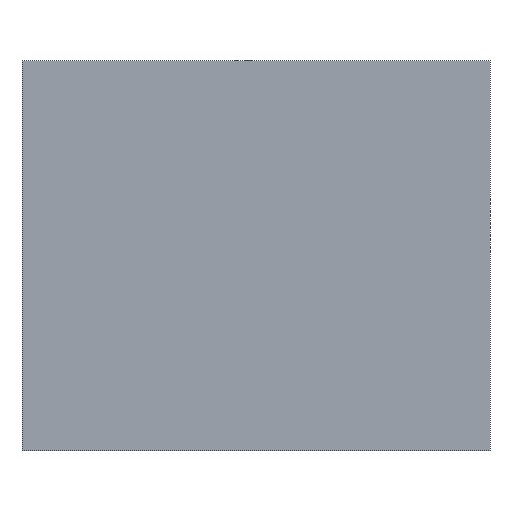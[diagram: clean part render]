
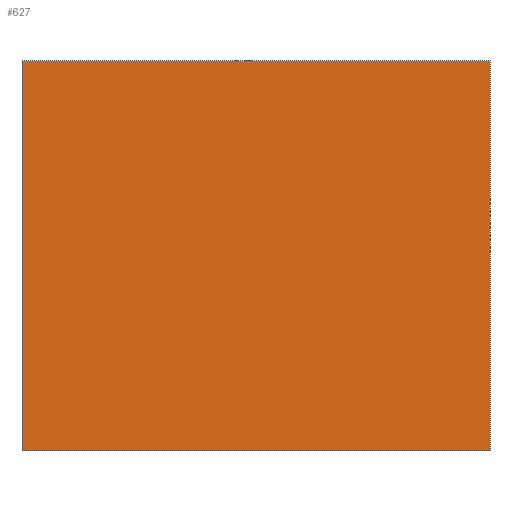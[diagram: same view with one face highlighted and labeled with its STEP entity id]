
A CAD part, front view. The second image highlights one B-rep face of the part: STEP entity #627.
In plain terms, the highlighted planar face has unit normal (0, -1, 0).
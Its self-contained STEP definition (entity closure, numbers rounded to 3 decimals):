
#4 = DIRECTION ( 'NONE',  ( 1., 0., 0. ) ) ;
#27 = LINE ( 'NONE', #621, #688 ) ;
#87 = VECTOR ( 'NONE', #885, 1000. ) ;
#105 = LINE ( 'NONE', #763, #87 ) ;
#125 = VERTEX_POINT ( 'NONE', #547 ) ;
#145 = PLANE ( 'NONE',  #554 ) ;
#151 = EDGE_CURVE ( 'NONE', #585, #655, #105, .T. ) ;
#175 = CARTESIAN_POINT ( 'NONE',  ( 49.429, 0., -60.083 ) ) ;
#183 = ORIENTED_EDGE ( 'NONE', *, *, #504, .F. ) ;
#187 = EDGE_CURVE ( 'NONE', #655, #125, #821, .T. ) ;
#256 = FACE_OUTER_BOUND ( 'NONE', #395, .T. ) ;
#295 = CARTESIAN_POINT ( 'NONE',  ( -70.571, 0., -60.083 ) ) ;
#326 = ORIENTED_EDGE ( 'NONE', *, *, #151, .F. ) ;
#395 = EDGE_LOOP ( 'NONE', ( #326, #183, #433, #847 ) ) ;
#433 = ORIENTED_EDGE ( 'NONE', *, *, #450, .F. ) ;
#450 = EDGE_CURVE ( 'NONE', #125, #724, #595, .T. ) ;
#463 = VECTOR ( 'NONE', #4, 1000. ) ;
#496 = CARTESIAN_POINT ( 'NONE',  ( -70.571, 0., 39.917 ) ) ;
#504 = EDGE_CURVE ( 'NONE', #724, #585, #27, .T. ) ;
#508 = DIRECTION ( 'NONE',  ( 0., 0., -1. ) ) ;
#547 = CARTESIAN_POINT ( 'NONE',  ( 49.429, 0., 39.917 ) ) ;
#554 = AXIS2_PLACEMENT_3D ( 'NONE', #838, #574, #508 ) ;
#574 = DIRECTION ( 'NONE',  ( 0., -1., 0. ) ) ;
#585 = VERTEX_POINT ( 'NONE', #295 ) ;
#595 = LINE ( 'NONE', #664, #805 ) ;
#607 = DIRECTION ( 'NONE',  ( 0., 0., -1. ) ) ;
#619 = DIRECTION ( 'NONE',  ( -1., 0., 0. ) ) ;
#621 = CARTESIAN_POINT ( 'NONE',  ( -70.571, 0., -60.083 ) ) ;
#627 = ADVANCED_FACE ( 'NONE', ( #256 ), #145, .T. ) ;
#655 = VERTEX_POINT ( 'NONE', #496 ) ;
#664 = CARTESIAN_POINT ( 'NONE',  ( 49.429, 0., 39.917 ) ) ;
#688 = VECTOR ( 'NONE', #619, 1000. ) ;
#705 = CARTESIAN_POINT ( 'NONE',  ( -70.571, 0., 39.917 ) ) ;
#724 = VERTEX_POINT ( 'NONE', #175 ) ;
#763 = CARTESIAN_POINT ( 'NONE',  ( -70.571, 0., 39.917 ) ) ;
#805 = VECTOR ( 'NONE', #607, 1000. ) ;
#821 = LINE ( 'NONE', #705, #463 ) ;
#838 = CARTESIAN_POINT ( 'NONE',  ( 0., 0., 0. ) ) ;
#847 = ORIENTED_EDGE ( 'NONE', *, *, #187, .F. ) ;
#885 = DIRECTION ( 'NONE',  ( 0., 0., 1. ) ) ;
